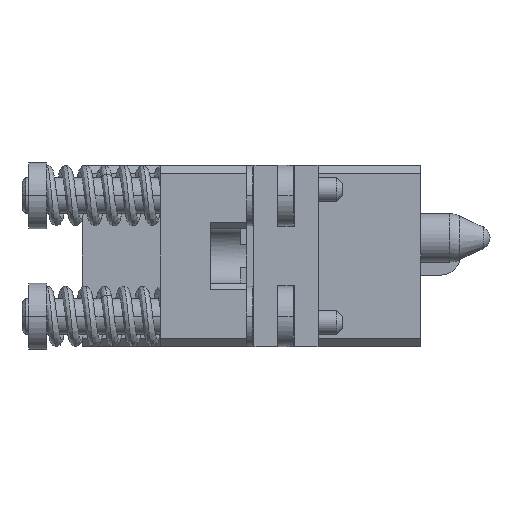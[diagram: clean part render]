
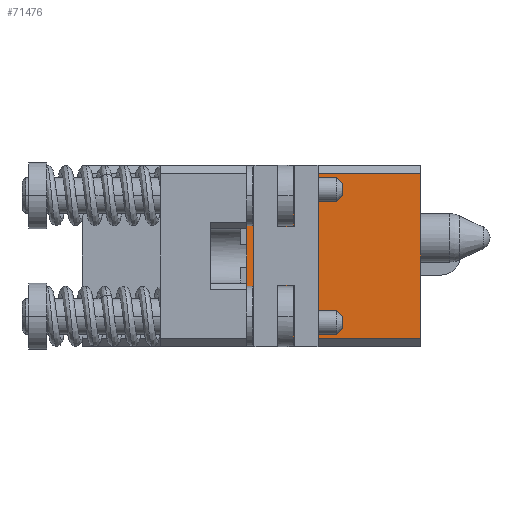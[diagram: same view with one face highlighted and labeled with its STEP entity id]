
A CAD part, left-side view. The second image highlights one B-rep face of the part: STEP entity #71476.
In plain terms, the highlighted planar face has unit normal (-1, 0, 0).
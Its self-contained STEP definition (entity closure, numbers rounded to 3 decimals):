
#135=DIRECTION('',(0.,0.,1.));
#136=VECTOR('',#135,13.632);
#137=CARTESIAN_POINT('',(-22.251,-14.016,-6.816));
#138=LINE('',#137,#136);
#19127=DIRECTION('',(0.,1.,0.));
#19128=VECTOR('',#19127,14.4);
#19129=CARTESIAN_POINT('',(-22.251,-14.016,6.816));
#19130=LINE('',#19129,#19128);
#19135=DIRECTION('',(0.,0.,1.));
#19136=VECTOR('',#19135,13.632);
#19137=CARTESIAN_POINT('',(-22.251,0.384,-6.816));
#19138=LINE('',#19137,#19136);
#19139=DIRECTION('',(0.,1.,0.));
#19140=VECTOR('',#19139,14.4);
#19141=CARTESIAN_POINT('',(-22.251,-14.016,-6.816));
#19142=LINE('',#19141,#19140);
#38269=CARTESIAN_POINT('',(-22.251,-14.016,-6.816));
#38270=CARTESIAN_POINT('',(-22.251,0.384,-6.816));
#38271=VERTEX_POINT('',#38269);
#38272=VERTEX_POINT('',#38270);
#38289=CARTESIAN_POINT('',(-22.251,-14.016,6.816));
#38290=CARTESIAN_POINT('',(-22.251,0.384,6.816));
#38291=VERTEX_POINT('',#38289);
#38292=VERTEX_POINT('',#38290);
#71464=CARTESIAN_POINT('',(-22.251,-13.99,-7.505));
#71465=DIRECTION('',(-1.,0.,0.));
#71466=DIRECTION('',(0.,0.,1.));
#71467=AXIS2_PLACEMENT_3D('',#71464,#71465,#71466);
#71468=PLANE('',#71467);
#71469=ORIENTED_EDGE('',*,*,#71371,.T.);
#71470=ORIENTED_EDGE('',*,*,#71458,.F.);
#71471=ORIENTED_EDGE('',*,*,#47474,.F.);
#71473=ORIENTED_EDGE('',*,*,#71472,.T.);
#71474=EDGE_LOOP('',(#71469,#71470,#71471,#71473));
#71475=FACE_OUTER_BOUND('',#71474,.F.);
#71476=ADVANCED_FACE('',(#71475),#71468,.T.);
#47474=EDGE_CURVE('',#38271,#38291,#138,.T.);
#71371=EDGE_CURVE('',#38272,#38292,#19138,.T.);
#71458=EDGE_CURVE('',#38291,#38292,#19130,.T.);
#71472=EDGE_CURVE('',#38271,#38272,#19142,.T.);
